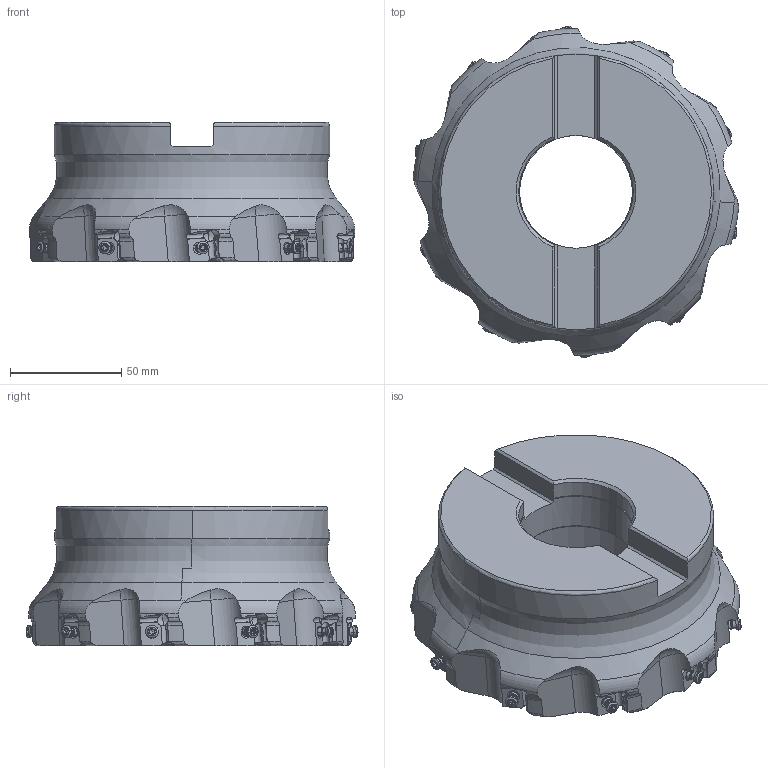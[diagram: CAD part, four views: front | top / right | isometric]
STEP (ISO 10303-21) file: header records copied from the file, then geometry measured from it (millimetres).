
FILE_DESCRIPTION((''),'2;1');
FILE_NAME('VOX400UR0610F_ASM','2021-08-10T13:35:45',('tlyw01'),('PTC Japan'),'CREO PARAMETRIC BY PTC INC, 2018500','CREO PARAMETRIC BY PTC INC, 2018500','');
FILE_SCHEMA(('AUTOMOTIVE_DESIGN { 1 0 10303 214 1 1 1 1 }'));
Length unit declared in the file: millimetre
Products named in the file (12): VOX400UR0610F_1; VOX400UR0610F_2; VOX400UR0610F_3; VOX400UR0610F_4; VOX400UR0610F_5; VOX400UR0610F_6; VOX400UR0610F_7; VOX400UR0610F_8; VOX400UR0610F_9; VOX400UR0610F_10; VOX400UR0610F_11; VOX400UR0610F_ASM
Assembly tree (11 placements, depth 2):
  VOX400UR0610F_ASM
    VOX400UR0610F_1
    VOX400UR0610F_2
    VOX400UR0610F_3
    VOX400UR0610F_4
    VOX400UR0610F_5
    VOX400UR0610F_6
    VOX400UR0610F_7
    VOX400UR0610F_8
    VOX400UR0610F_9
    VOX400UR0610F_10
    VOX400UR0610F_11
Bounding box: 146.69 x 149.52 x 62.8 mm (x, y, z)
Volume: 560041.1 mm3; surface area: 69310.3 mm2
Topology: 11 solids, 11 shells, 858 faces, 2492 edges, 1596 vertices
Faces by surface type: cylinder 368, plane 170, cone 170, torus 110, sphere 40
Entity records: 45204 total; most frequent: CARTESIAN_POINT 15604, ORIENTED_EDGE 4824, DIRECTION 4312, PRESENTATION_STYLE_ASSIGNMENT 2436, STYLED_ITEM 2436, CURVE_STYLE 2425, EDGE_CURVE 2412, AXIS2_PLACEMENT_3D 1783
